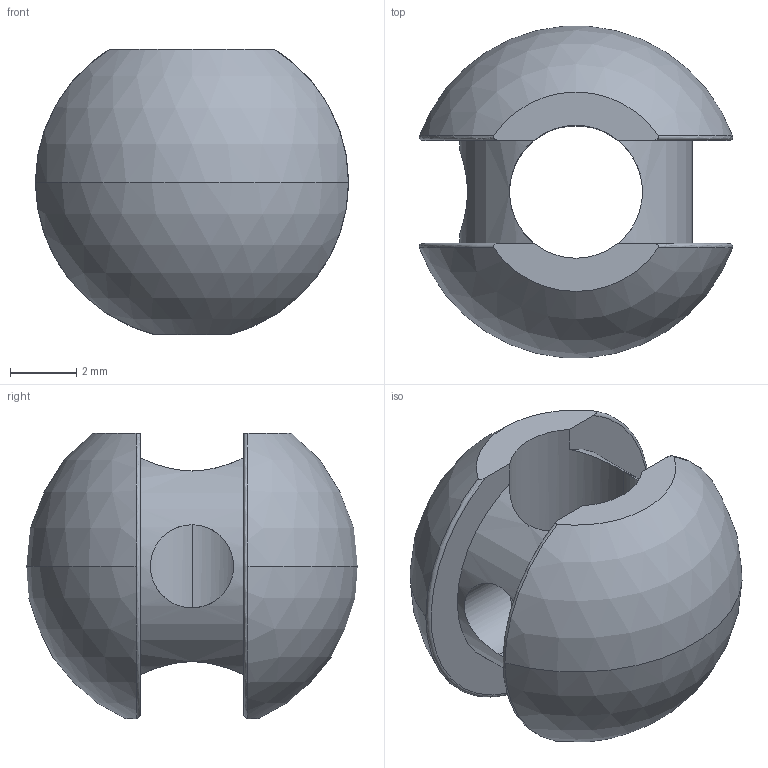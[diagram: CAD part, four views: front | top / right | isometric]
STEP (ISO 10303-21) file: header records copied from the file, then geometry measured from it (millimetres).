
FILE_DESCRIPTION (( 'STEP AP214' ), '1' );
FILE_NAME ('ktp_2765_boule_cardan_essieu.STEP', '2020-03-31T10:34:22', ( 'Maxime' ), ( '' ), 'SwSTEP 2.0', 'SolidWorks 2013', '' );
FILE_SCHEMA (( 'AUTOMOTIVE_DESIGN' ));
Length unit declared in the file: millimetre
Products named in the file (1): ktp_2765_boule_cardan_essieu
Bounding box: 9.43 x 9.97 x 8.58 mm (x, y, z)
Volume: 309 mm3; surface area: 395.5 mm2
Topology: 1 solids, 1 shells, 20 faces, 61 edges, 40 vertices
Faces by surface type: cylinder 6, plane 6, sphere 4, torus 4
Entity records: 921 total; most frequent: CARTESIAN_POINT 326, ORIENTED_EDGE 122, DIRECTION 107, EDGE_CURVE 61, AXIS2_PLACEMENT_3D 45, VERTEX_POINT 40, CIRCLE 24, EDGE_LOOP 21
